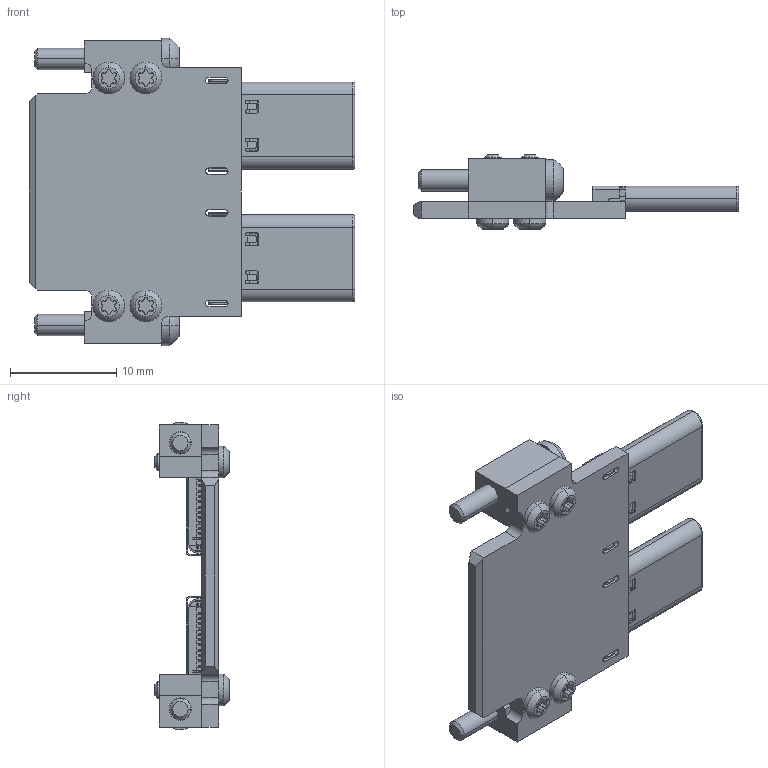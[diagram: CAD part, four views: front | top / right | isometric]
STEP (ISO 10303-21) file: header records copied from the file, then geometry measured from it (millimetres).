
FILE_DESCRIPTION (( 'STEP AP214' ), '1' );
FILE_NAME ('INGUN_116166.STEP', '2025-01-31T07:02:43', ( '' ), ( '' ), 'SwSTEP 2.0', 'SolidWorks 2023', '' );
FILE_SCHEMA (( 'AUTOMOTIVE_DESIGN' ));
Length unit declared in the file: millimetre
Products named in the file (7): 116170~0_S; 116373~0_S; ISO7380~n_M02,0x012; 116372~0_S; INGUN_116166; ISO7380~n_M01,6x006; 116374~0
Assembly tree (12 placements, depth 3):
  INGUN_116166
    116372~0_S
      116373~0_S
      116374~0  x2
    116170~0_S  x2
    ISO7380~n_M02,0x012  x2
    ISO7380~n_M01,6x006  x4
Bounding box: 30.7 x 7 x 29 mm (x, y, z)
Volume: 1428.8 mm3; surface area: 4432.2 mm2
Topology: 43 solids, 55 shells, 4516 faces, 13510 edges, 9098 vertices
Faces by surface type: plane 3252, cylinder 1144, bspline 76, cone 32, torus 12
Entity records: 78765 total; most frequent: CARTESIAN_POINT 18936, ORIENTED_EDGE 13512, DIRECTION 10665, EDGE_CURVE 6756, LINE 4929, VECTOR 4929, VERTEX_POINT 4551, AXIS2_PLACEMENT_3D 2868
